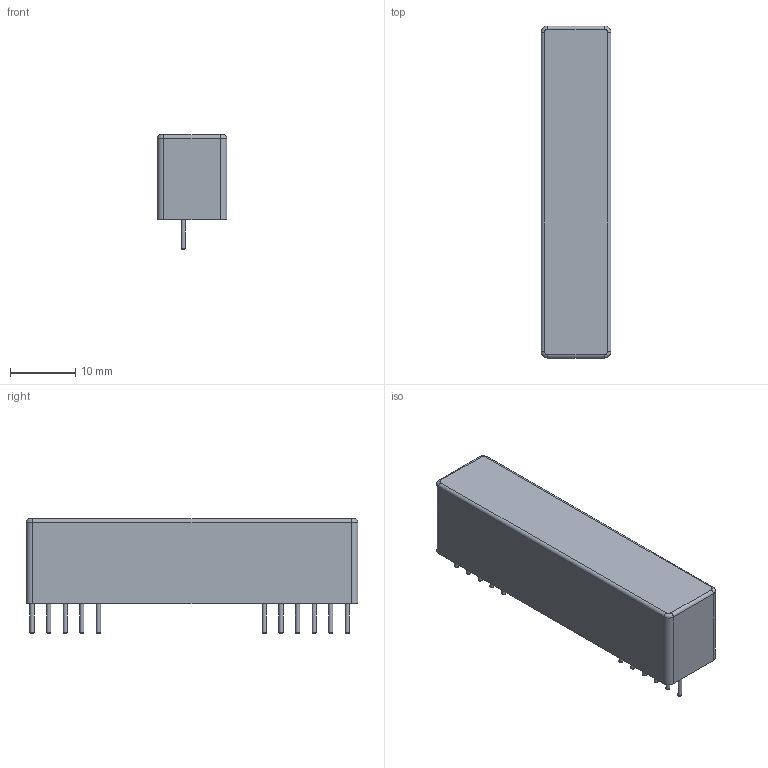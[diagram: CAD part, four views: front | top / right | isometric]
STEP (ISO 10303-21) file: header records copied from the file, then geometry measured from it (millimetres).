
FILE_DESCRIPTION(/* description */ ('model of Converter_DCDC_MeanWell_NID30_THT'),/* implementation_level */ '2;1');
FILE_NAME(/* name */ 'Converter_DCDC_MeanWell_NID30_THT.step',/* time_stamp */ '2018-04-09T21:29:49',/* author */ ('kicad StepUp','ksu'),/* organization */ ('FreeCAD'),/* preprocessor_version */ 'OCC',/* originating_system */ 'kicad StepUp',/* authorisation */ '');
FILE_SCHEMA(('AUTOMOTIVE_DESIGN { 1 0 10303 214 1 1 1 1 }'));
Length unit declared in the file: millimetre
Products named in the file (1): Converter_DCDC_MeanWell_NID30_THT
Bounding box: 10.7 x 50.8 x 17.5 mm (x, y, z)
Volume: 7064.5 mm3; surface area: 2734.2 mm2
Topology: 1 solids, 1 shells, 51 faces, 95 edges, 57 vertices
Faces by surface type: cylinder 19, plane 17, torus 15
Full cylindrical faces by diameter (mm): 0.64 x11
Entity records: 1018 total; most frequent: CARTESIAN_POINT 161, ORIENTED_EDGE 159, AXIS2_PLACEMENT_3D 115, EDGE_CURVE 95, CIRCLE 64, FACE_BOUND 62, EDGE_LOOP 62, VERTEX_POINT 57
